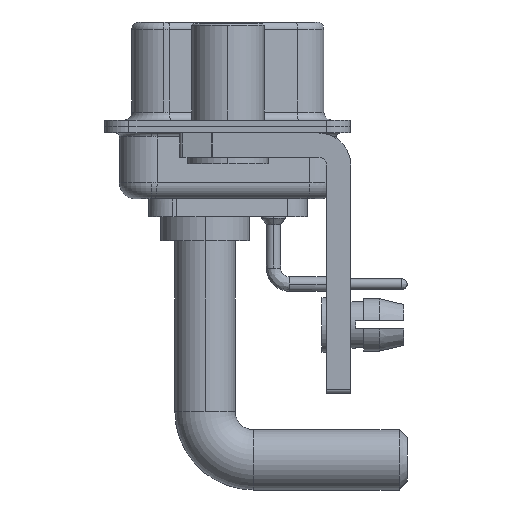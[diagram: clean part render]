
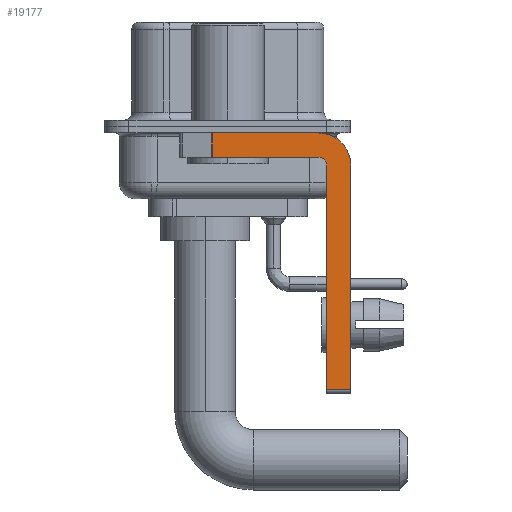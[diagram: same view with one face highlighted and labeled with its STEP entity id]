
A CAD part, left-side view. The second image highlights one B-rep face of the part: STEP entity #19177.
In plain terms, the highlighted planar face has unit normal (-1, 0, 0).
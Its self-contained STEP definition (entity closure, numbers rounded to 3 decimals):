
#397 = ORIENTED_EDGE ( 'NONE', *, *, #11237, .F. ) ;
#442 = ORIENTED_EDGE ( 'NONE', *, *, #10022, .F. ) ;
#585 = CARTESIAN_POINT ( 'NONE',  ( -2.9, -7.65, -2.4 ) ) ;
#786 = ORIENTED_EDGE ( 'NONE', *, *, #9272, .F. ) ;
#961 = LINE ( 'NONE', #17942, #1748 ) ;
#1097 = CARTESIAN_POINT ( 'NONE',  ( -2.9, -5.65, -2.4 ) ) ;
#1548 = EDGE_CURVE ( 'NONE', #23130, #5790, #18900, .T. ) ;
#1748 = VECTOR ( 'NONE', #11285, 1000. ) ;
#1893 = DIRECTION ( 'NONE',  ( 1., 0., 0. ) ) ;
#2234 = CIRCLE ( 'NONE', #14898, 0.5 ) ;
#3099 = VERTEX_POINT ( 'NONE', #5238 ) ;
#3566 = VECTOR ( 'NONE', #23068, 1000. ) ;
#4855 = EDGE_LOOP ( 'NONE', ( #786, #22729, #23098, #19098, #397, #22442, #18405, #442 ) ) ;
#4921 = CIRCLE ( 'NONE', #18481, 2. ) ;
#5238 = CARTESIAN_POINT ( 'NONE',  ( -2.9, -5.65, -0.4 ) ) ;
#5790 = VERTEX_POINT ( 'NONE', #10757 ) ;
#6312 = CARTESIAN_POINT ( 'NONE',  ( -2.9, 0.978, -1.9 ) ) ;
#6459 = CARTESIAN_POINT ( 'NONE',  ( -2.9, 0.978, -0.4 ) ) ;
#6640 = VECTOR ( 'NONE', #8036, 1000. ) ;
#7035 = FACE_OUTER_BOUND ( 'NONE', #4855, .T. ) ;
#7440 = EDGE_CURVE ( 'NONE', #20488, #11450, #19969, .T. ) ;
#7618 = CARTESIAN_POINT ( 'NONE',  ( -2.9, -5.65, -1.9 ) ) ;
#7882 = EDGE_CURVE ( 'NONE', #20763, #5790, #27328, .T. ) ;
#8036 = DIRECTION ( 'NONE',  ( 0., 1., 0. ) ) ;
#9272 = EDGE_CURVE ( 'NONE', #23130, #3099, #9879, .T. ) ;
#9538 = DIRECTION ( 'NONE',  ( 0., 0., 1. ) ) ;
#9879 = LINE ( 'NONE', #27330, #3566 ) ;
#10022 = EDGE_CURVE ( 'NONE', #3099, #20488, #4921, .T. ) ;
#10757 = CARTESIAN_POINT ( 'NONE',  ( -2.9, 0.978, -1.9 ) ) ;
#11237 = EDGE_CURVE ( 'NONE', #21139, #26639, #961, .T. ) ;
#11285 = DIRECTION ( 'NONE',  ( 0., 0., 1. ) ) ;
#11450 = VERTEX_POINT ( 'NONE', #22762 ) ;
#12580 = VECTOR ( 'NONE', #22885, 1000. ) ;
#12837 = DIRECTION ( 'NONE',  ( 0., 0., -1. ) ) ;
#14529 = LINE ( 'NONE', #16789, #12580 ) ;
#14898 = AXIS2_PLACEMENT_3D ( 'NONE', #26557, #17894, #9538 ) ;
#15253 = CARTESIAN_POINT ( 'NONE',  ( -2.9, -7.65, -2.4 ) ) ;
#15669 = CARTESIAN_POINT ( 'NONE',  ( -2.9, -5.65, -2.4 ) ) ;
#15998 = CARTESIAN_POINT ( 'NONE',  ( -2.9, -6.15, -2.4 ) ) ;
#16789 = CARTESIAN_POINT ( 'NONE',  ( -2.9, -5.65, -16.35 ) ) ;
#17232 = PLANE ( 'NONE',  #17527 ) ;
#17527 = AXIS2_PLACEMENT_3D ( 'NONE', #15669, #24314, #12837 ) ;
#17894 = DIRECTION ( 'NONE',  ( -1., 0., 0. ) ) ;
#17942 = CARTESIAN_POINT ( 'NONE',  ( -2.9, -6.15, -16.6 ) ) ;
#18357 = DIRECTION ( 'NONE',  ( 0., 0., -1. ) ) ;
#18381 = VECTOR ( 'NONE', #20530, 1000. ) ;
#18405 = ORIENTED_EDGE ( 'NONE', *, *, #7440, .F. ) ;
#18481 = AXIS2_PLACEMENT_3D ( 'NONE', #1097, #1893, #18357 ) ;
#18900 = LINE ( 'NONE', #6312, #19076 ) ;
#19076 = VECTOR ( 'NONE', #27430, 1000. ) ;
#19098 = ORIENTED_EDGE ( 'NONE', *, *, #20930, .F. ) ;
#19177 = ADVANCED_FACE ( 'NONE', ( #7035 ), #17232, .F. ) ;
#19385 = EDGE_CURVE ( 'NONE', #21139, #11450, #14529, .T. ) ;
#19969 = LINE ( 'NONE', #585, #18381 ) ;
#20488 = VERTEX_POINT ( 'NONE', #15253 ) ;
#20530 = DIRECTION ( 'NONE',  ( 0., 0., -1. ) ) ;
#20763 = VERTEX_POINT ( 'NONE', #20896 ) ;
#20896 = CARTESIAN_POINT ( 'NONE',  ( -2.9, -5.65, -1.9 ) ) ;
#20930 = EDGE_CURVE ( 'NONE', #26639, #20763, #2234, .T. ) ;
#21139 = VERTEX_POINT ( 'NONE', #27816 ) ;
#22442 = ORIENTED_EDGE ( 'NONE', *, *, #19385, .T. ) ;
#22729 = ORIENTED_EDGE ( 'NONE', *, *, #1548, .T. ) ;
#22762 = CARTESIAN_POINT ( 'NONE',  ( -2.9, -7.65, -16.35 ) ) ;
#22885 = DIRECTION ( 'NONE',  ( 0., -1., 0. ) ) ;
#23068 = DIRECTION ( 'NONE',  ( 0., -1., 0. ) ) ;
#23098 = ORIENTED_EDGE ( 'NONE', *, *, #7882, .F. ) ;
#23130 = VERTEX_POINT ( 'NONE', #6459 ) ;
#24314 = DIRECTION ( 'NONE',  ( 1., 0., 0. ) ) ;
#26557 = CARTESIAN_POINT ( 'NONE',  ( -2.9, -5.65, -2.4 ) ) ;
#26639 = VERTEX_POINT ( 'NONE', #15998 ) ;
#27328 = LINE ( 'NONE', #7618, #6640 ) ;
#27330 = CARTESIAN_POINT ( 'NONE',  ( -2.9, 3., -0.4 ) ) ;
#27430 = DIRECTION ( 'NONE',  ( 0., 0., -1. ) ) ;
#27816 = CARTESIAN_POINT ( 'NONE',  ( -2.9, -6.15, -16.35 ) ) ;
